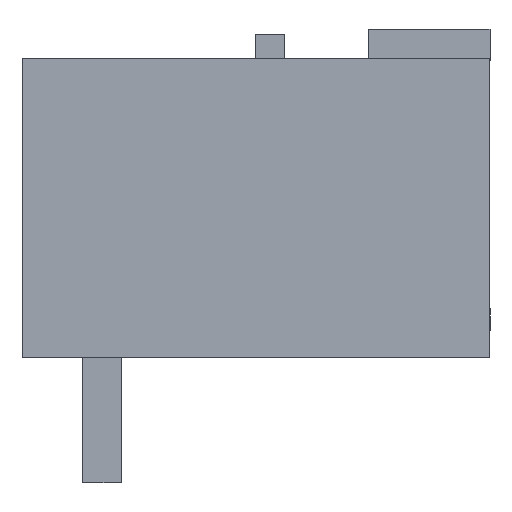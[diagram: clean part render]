
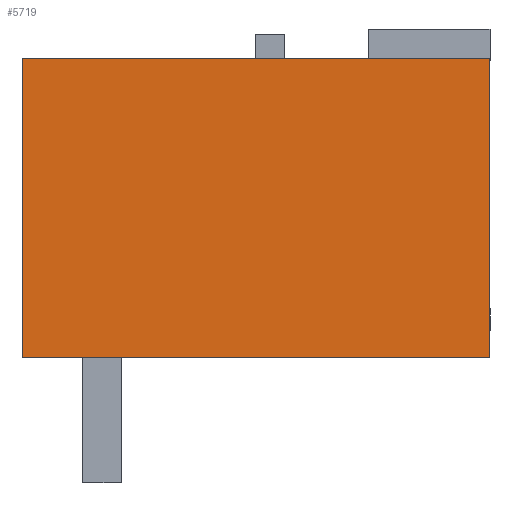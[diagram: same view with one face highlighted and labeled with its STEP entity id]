
A CAD part, left-side view. The second image highlights one B-rep face of the part: STEP entity #5719.
In plain terms, the highlighted planar face has unit normal (-1, 0, 0).
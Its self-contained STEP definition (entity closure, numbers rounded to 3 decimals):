
#5706=AXIS2_PLACEMENT_3D('Plane Axis2P3D',#5703,#5704,#5705) ;
#4208=CARTESIAN_POINT('Vertex',(0.,12.,3.2)) ;
#4211=CARTESIAN_POINT('Line Origine',(0.,12.,7.04)) ;
#4215=CARTESIAN_POINT('Vertex',(0.,12.,10.88)) ;
#4841=CARTESIAN_POINT('Vertex',(0.,0.,10.88)) ;
#4844=CARTESIAN_POINT('Line Origine',(0.,0.,7.04)) ;
#4848=CARTESIAN_POINT('Vertex',(0.,0.,3.2)) ;
#5618=CARTESIAN_POINT('Line Origine',(0.,6.,10.88)) ;
#5703=CARTESIAN_POINT('Axis2P3D Location',(0.,0.,10.88)) ;
#5708=CARTESIAN_POINT('Line Origine',(0.,6.,3.2)) ;
#4212=DIRECTION('Vector Direction',(0.,0.,-1.)) ;
#4845=DIRECTION('Vector Direction',(0.,0.,-1.)) ;
#5619=DIRECTION('Vector Direction',(0.,1.,0.)) ;
#5704=DIRECTION('Axis2P3D Direction',(1.,0.,0.)) ;
#5705=DIRECTION('Axis2P3D XDirection',(0.,0.,-1.)) ;
#5709=DIRECTION('Vector Direction',(0.,1.,0.)) ;
#4213=VECTOR('Line Direction',#4212,1.) ;
#4846=VECTOR('Line Direction',#4845,1.) ;
#5620=VECTOR('Line Direction',#5619,1.) ;
#5710=VECTOR('Line Direction',#5709,1.) ;
#5714=ORIENTED_EDGE('',*,*,#5712,.F.) ;
#5715=ORIENTED_EDGE('',*,*,#4850,.F.) ;
#5716=ORIENTED_EDGE('',*,*,#5622,.T.) ;
#5717=ORIENTED_EDGE('',*,*,#4217,.F.) ;
#5719=ADVANCED_FACE('HOUSING',(#5718),#5707,.F.) ;
#4217=EDGE_CURVE('',#4209,#4216,#4214,.F.) ;
#4850=EDGE_CURVE('',#4842,#4849,#4847,.T.) ;
#5622=EDGE_CURVE('',#4842,#4216,#5621,.T.) ;
#5712=EDGE_CURVE('',#4849,#4209,#5711,.T.) ;
#5713=EDGE_LOOP('',(#5714,#5715,#5716,#5717)) ;
#5718=FACE_OUTER_BOUND('',#5713,.T.) ;
#4214=LINE('Line',#4211,#4213) ;
#4847=LINE('Line',#4844,#4846) ;
#5621=LINE('Line',#5618,#5620) ;
#5711=LINE('Line',#5708,#5710) ;
#5707=PLANE('',#5706) ;
#4209=VERTEX_POINT('',#4208) ;
#4216=VERTEX_POINT('',#4215) ;
#4842=VERTEX_POINT('',#4841) ;
#4849=VERTEX_POINT('',#4848) ;
